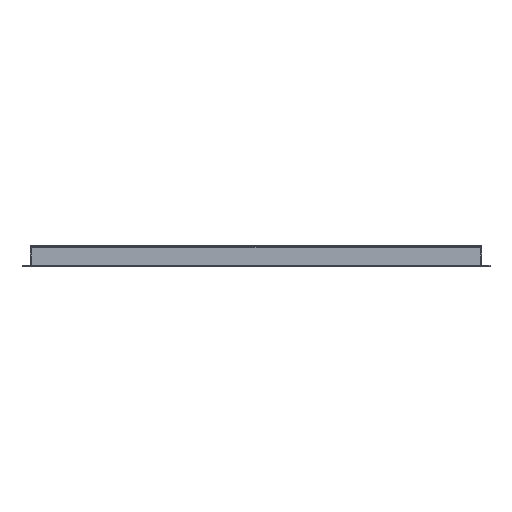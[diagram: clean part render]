
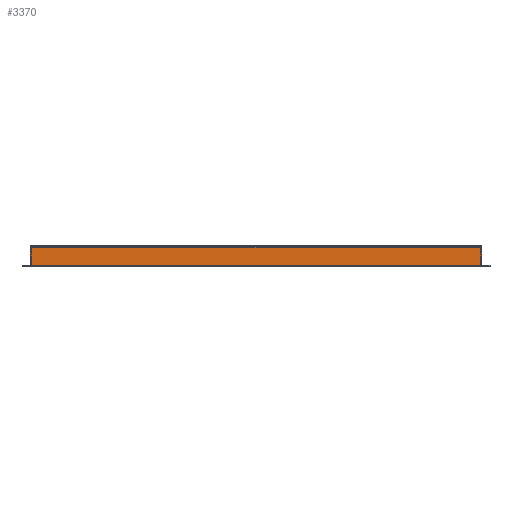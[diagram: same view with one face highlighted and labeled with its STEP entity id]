
A CAD part, front view. The second image highlights one B-rep face of the part: STEP entity #3370.
In plain terms, the highlighted planar face has unit normal (0, -1, 0).
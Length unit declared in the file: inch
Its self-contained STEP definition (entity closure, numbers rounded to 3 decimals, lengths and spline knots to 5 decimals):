
#654 = CARTESIAN_POINT ( 'NONE',  ( -27.5, -42.5, 1.225 ) ) ;
#1247 = LINE ( 'NONE', #6586, #3986 ) ;
#1933 = CARTESIAN_POINT ( 'NONE',  ( -27.5, -42.5, 0.05 ) ) ;
#2114 = LINE ( 'NONE', #7045, #12882 ) ;
#2492 = DIRECTION ( 'NONE',  ( 0., 0., -1. ) ) ;
#2805 = EDGE_CURVE ( 'NONE', #6163, #7354, #1247, .T. ) ;
#3141 = DIRECTION ( 'NONE',  ( 0., 0., -1. ) ) ;
#3286 = EDGE_LOOP ( 'NONE', ( #11953, #9913, #4215, #11432 ) ) ;
#3370 = ADVANCED_FACE ( 'NONE', ( #8321 ), #13416, .T. ) ;
#3678 = DIRECTION ( 'NONE',  ( 0., 0., -1. ) ) ;
#3759 = VERTEX_POINT ( 'NONE', #1933 ) ;
#3986 = VECTOR ( 'NONE', #6274, 39.37008 ) ;
#4215 = ORIENTED_EDGE ( 'NONE', *, *, #6871, .F. ) ;
#4540 = EDGE_CURVE ( 'NONE', #6163, #3759, #10331, .T. ) ;
#6163 = VERTEX_POINT ( 'NONE', #654 ) ;
#6274 = DIRECTION ( 'NONE',  ( 1., 0., 0. ) ) ;
#6586 = CARTESIAN_POINT ( 'NONE',  ( -14., -42.5, 1.225 ) ) ;
#6871 = EDGE_CURVE ( 'NONE', #7354, #8155, #12837, .T. ) ;
#7045 = CARTESIAN_POINT ( 'NONE',  ( -14., -42.5, 0.05 ) ) ;
#7354 = VERTEX_POINT ( 'NONE', #9130 ) ;
#7686 = CARTESIAN_POINT ( 'NONE',  ( -27.5, -42.5, 1.225 ) ) ;
#7801 = DIRECTION ( 'NONE',  ( 1., 0., 0. ) ) ;
#7934 = VECTOR ( 'NONE', #2492, 39.37008 ) ;
#7988 = AXIS2_PLACEMENT_3D ( 'NONE', #7686, #8341, #3678 ) ;
#8155 = VERTEX_POINT ( 'NONE', #14197 ) ;
#8321 = FACE_OUTER_BOUND ( 'NONE', #3286, .T. ) ;
#8341 = DIRECTION ( 'NONE',  ( 0., -1., 0. ) ) ;
#9130 = CARTESIAN_POINT ( 'NONE',  ( -0.5, -42.5, 1.225 ) ) ;
#9396 = CARTESIAN_POINT ( 'NONE',  ( -27.5, -42.5, 0.6375 ) ) ;
#9783 = CARTESIAN_POINT ( 'NONE',  ( -0.5, -42.5, 0.6375 ) ) ;
#9913 = ORIENTED_EDGE ( 'NONE', *, *, #10155, .T. ) ;
#10155 = EDGE_CURVE ( 'NONE', #3759, #8155, #2114, .T. ) ;
#10331 = LINE ( 'NONE', #9396, #7934 ) ;
#11432 = ORIENTED_EDGE ( 'NONE', *, *, #2805, .F. ) ;
#11953 = ORIENTED_EDGE ( 'NONE', *, *, #4540, .T. ) ;
#12837 = LINE ( 'NONE', #9783, #13187 ) ;
#12882 = VECTOR ( 'NONE', #7801, 39.37008 ) ;
#13187 = VECTOR ( 'NONE', #3141, 39.37008 ) ;
#13416 = PLANE ( 'NONE',  #7988 ) ;
#14197 = CARTESIAN_POINT ( 'NONE',  ( -0.5, -42.5, 0.05 ) ) ;
